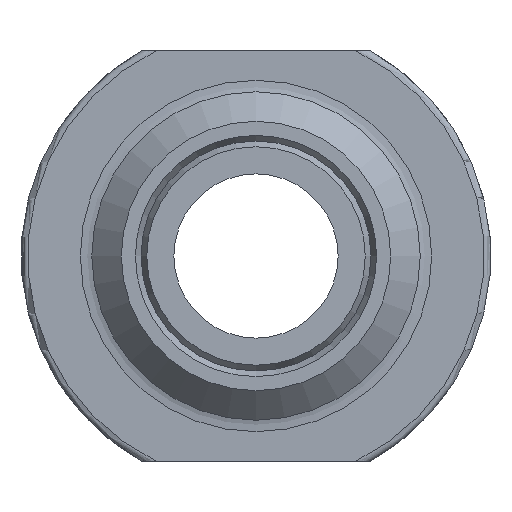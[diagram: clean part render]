
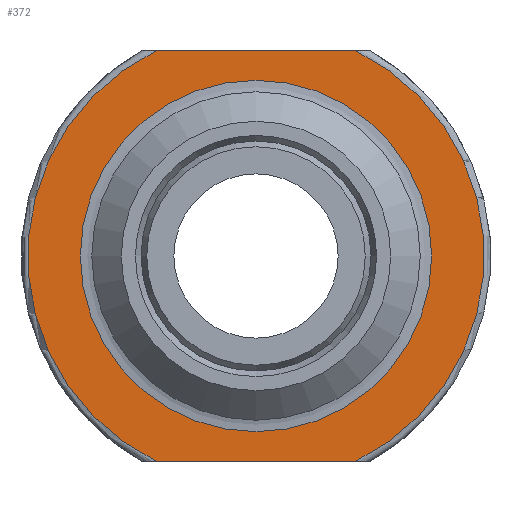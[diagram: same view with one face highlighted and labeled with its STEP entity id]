
A CAD part, left-side view. The second image highlights one B-rep face of the part: STEP entity #372.
In plain terms, the highlighted planar face has unit normal (-1, 0, 0).
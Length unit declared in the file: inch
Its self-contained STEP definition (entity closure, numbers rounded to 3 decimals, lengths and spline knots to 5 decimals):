
#30=LINE('',#674,#38);
#32=LINE('',#712,#40);
#38=VECTOR('',#486,0.3937);
#40=VECTOR('',#504,0.3937);
#46=PLANE('',#431);
#68=FACE_BOUND('',#127,.T.);
#96=FACE_OUTER_BOUND('',#126,.T.);
#126=EDGE_LOOP('',(#316,#317,#318,#319));
#127=EDGE_LOOP('',(#320));
#165=CIRCLE('',#415,0.695);
#169=CIRCLE('',#423,0.695);
#173=CIRCLE('',#432,0.535);
#193=VERTEX_POINT('',#598);
#196=VERTEX_POINT('',#614);
#202=VERTEX_POINT('',#661);
#206=VERTEX_POINT('',#697);
#210=VERTEX_POINT('',#737);
#231=EDGE_CURVE('',#196,#193,#165,.T.);
#238=EDGE_CURVE('',#196,#202,#30,.T.);
#245=EDGE_CURVE('',#206,#202,#169,.T.);
#246=EDGE_CURVE('',#206,#193,#32,.T.);
#253=EDGE_CURVE('',#210,#210,#173,.T.);
#316=ORIENTED_EDGE('',*,*,#231,.F.);
#317=ORIENTED_EDGE('',*,*,#238,.T.);
#318=ORIENTED_EDGE('',*,*,#245,.F.);
#319=ORIENTED_EDGE('',*,*,#246,.T.);
#320=ORIENTED_EDGE('',*,*,#253,.F.);
#372=ADVANCED_FACE('',(#96,#68),#46,.T.);
#415=AXIS2_PLACEMENT_3D('',#627,#479,#480);
#423=AXIS2_PLACEMENT_3D('',#710,#500,#501);
#431=AXIS2_PLACEMENT_3D('',#736,#519,#520);
#432=AXIS2_PLACEMENT_3D('',#738,#521,#522);
#479=DIRECTION('center_axis',(1.,0.,0.));
#480=DIRECTION('ref_axis',(0.,-1.,0.));
#486=DIRECTION('',(0.,1.,0.));
#500=DIRECTION('center_axis',(1.,0.,0.));
#501=DIRECTION('ref_axis',(0.,1.,0.));
#504=DIRECTION('',(0.,-1.,0.));
#519=DIRECTION('center_axis',(-1.,0.,0.));
#520=DIRECTION('ref_axis',(0.,0.,1.));
#521=DIRECTION('center_axis',(-1.,0.,0.));
#522=DIRECTION('ref_axis',(0.,-1.,0.));
#598=CARTESIAN_POINT('',(0.,-0.30397,-0.625));
#614=CARTESIAN_POINT('',(0.,-0.30397,0.625));
#627=CARTESIAN_POINT('Origin',(0.,0.,0.));
#661=CARTESIAN_POINT('',(0.,0.30397,0.625));
#674=CARTESIAN_POINT('',(0.,0.28068,0.625));
#697=CARTESIAN_POINT('',(0.,0.30397,-0.625));
#710=CARTESIAN_POINT('Origin',(0.,0.,0.));
#712=CARTESIAN_POINT('',(0.,0.28068,-0.625));
#736=CARTESIAN_POINT('Origin',(0.,0.5625,0.));
#737=CARTESIAN_POINT('',(0.,0.535,0.));
#738=CARTESIAN_POINT('Origin',(0.,0.,0.));
